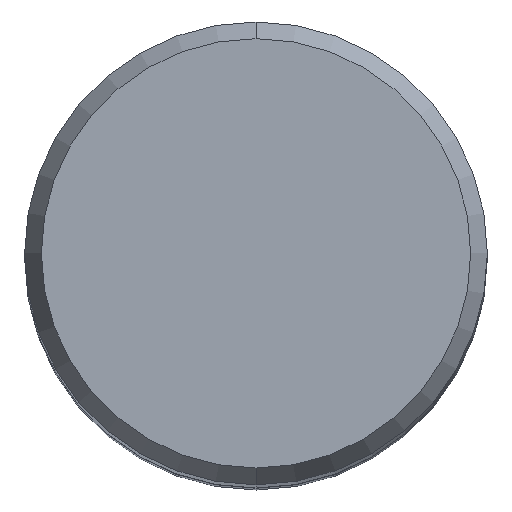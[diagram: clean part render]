
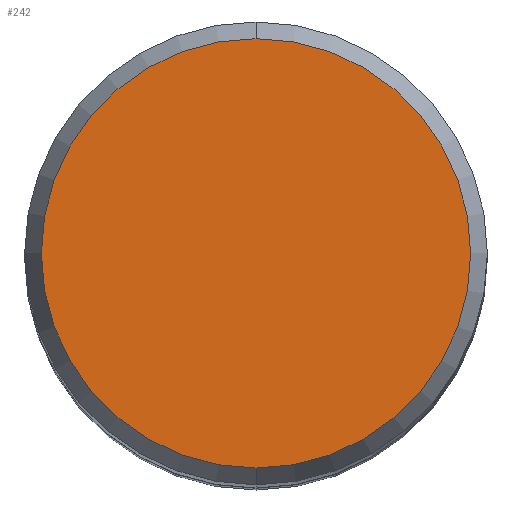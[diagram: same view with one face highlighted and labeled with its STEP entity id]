
A CAD part, top view. The second image highlights one B-rep face of the part: STEP entity #242.
In plain terms, the highlighted planar face has unit normal (0, 0, 1).
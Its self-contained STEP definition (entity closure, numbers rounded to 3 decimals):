
#242=ADVANCED_FACE('',(#564),#565,.T.);
#306=EDGE_CURVE('',#442,#422,#635,.T.);
#372=EDGE_CURVE('',#422,#442,#710,.T.);
#422=VERTEX_POINT('',#766);
#442=VERTEX_POINT('',#786);
#564=FACE_OUTER_BOUND('',#948,.T.);
#565=PLANE('',#949);
#635=CIRCLE('',#1117,5.892);
#710=CIRCLE('',#1270,5.892);
#766=CARTESIAN_POINT('',(0.0,5.892,0.0));
#786=CARTESIAN_POINT('',(0.,-5.892,0.0));
#948=EDGE_LOOP('',(#1650,#1651));
#949=AXIS2_PLACEMENT_3D('',#1652,#1653,#1654);
#1117=AXIS2_PLACEMENT_3D('',#1709,#1710,#1711);
#1270=AXIS2_PLACEMENT_3D('',#1790,#1791,#1792);
#1650=ORIENTED_EDGE('',*,*,#372,.F.);
#1651=ORIENTED_EDGE('',*,*,#306,.F.);
#1652=CARTESIAN_POINT('',(0.0,2.946,0.0));
#1653=DIRECTION('',(-0.0,0.0,1.0));
#1654=DIRECTION('',(0.0,-1.0,0.0));
#1709=CARTESIAN_POINT('',(0.0,0.0,0.0));
#1710=DIRECTION('',(0.0,0.0,-1.0));
#1711=DIRECTION('',(0.0,1.0,0.0));
#1790=CARTESIAN_POINT('',(0.0,0.0,0.0));
#1791=DIRECTION('',(0.0,0.0,-1.0));
#1792=DIRECTION('',(0.0,1.0,0.0));
